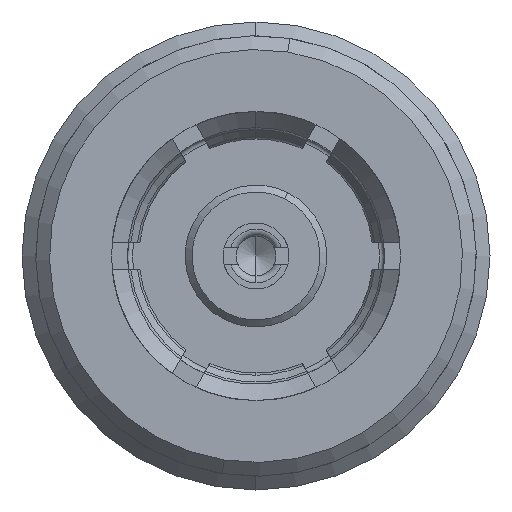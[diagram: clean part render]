
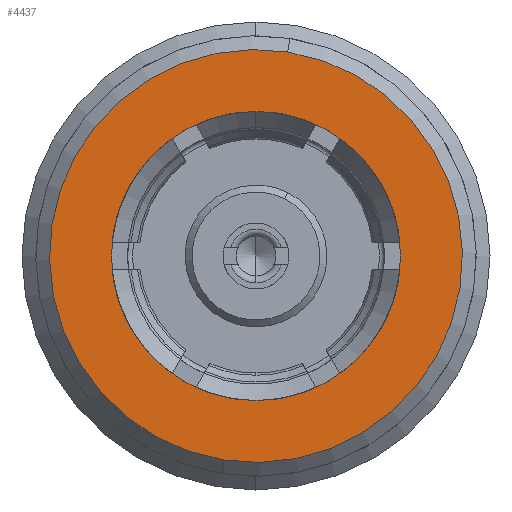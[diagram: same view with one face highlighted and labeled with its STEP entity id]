
A CAD part, left-side view. The second image highlights one B-rep face of the part: STEP entity #4437.
In plain terms, the highlighted planar face has unit normal (-1, 0, 0).
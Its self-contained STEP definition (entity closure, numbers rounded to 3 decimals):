
#198 = CARTESIAN_POINT ( 'NONE',  ( -2.2, 0.461, -2.964 ) ) ;
#646 = CIRCLE ( 'NONE', #3792, 2.1 ) ;
#670 = CARTESIAN_POINT ( 'NONE',  ( -2.2, 0., -2.1 ) ) ;
#688 = DIRECTION ( 'NONE',  ( -1., 0., 0. ) ) ;
#750 = CARTESIAN_POINT ( 'NONE',  ( -2.2, 2.619, 0.407 ) ) ;
#1100 = CIRCLE ( 'NONE', #6447, 2.1 ) ;
#1323 = DIRECTION ( 'NONE',  ( 0., 0.154, -0.988 ) ) ;
#1478 = EDGE_LOOP ( 'NONE', ( #2066, #1981 ) ) ;
#1530 = AXIS2_PLACEMENT_3D ( 'NONE', #5821, #2242, #6404 ) ;
#1720 = CIRCLE ( 'NONE', #1530, 3. ) ;
#1901 = DIRECTION ( 'NONE',  ( -1., 0., 0. ) ) ;
#1981 = ORIENTED_EDGE ( 'NONE', *, *, #5774, .F. ) ;
#2066 = ORIENTED_EDGE ( 'NONE', *, *, #6383, .F. ) ;
#2083 = ORIENTED_EDGE ( 'NONE', *, *, #6662, .T. ) ;
#2090 = ORIENTED_EDGE ( 'NONE', *, *, #6987, .T. ) ;
#2128 = CARTESIAN_POINT ( 'NONE',  ( -2.2, 0., 0. ) ) ;
#2242 = DIRECTION ( 'NONE',  ( -1., 0., 0. ) ) ;
#2490 = PLANE ( 'NONE',  #3019 ) ;
#2570 = CIRCLE ( 'NONE', #5541, 3. ) ;
#2738 = DIRECTION ( 'NONE',  ( 0., 0., 1. ) ) ;
#2851 = VERTEX_POINT ( 'NONE', #670 ) ;
#3019 = AXIS2_PLACEMENT_3D ( 'NONE', #750, #4923, #1323 ) ;
#3792 = AXIS2_PLACEMENT_3D ( 'NONE', #2128, #6271, #2738 ) ;
#4279 = CARTESIAN_POINT ( 'NONE',  ( -2.2, 0., 0. ) ) ;
#4437 = ADVANCED_FACE ( 'NONE', ( #6883, #5359 ), #2490, .F. ) ;
#4867 = DIRECTION ( 'NONE',  ( 0., 0.154, -0.988 ) ) ;
#4923 = DIRECTION ( 'NONE',  ( 1., 0., 0. ) ) ;
#4956 = VERTEX_POINT ( 'NONE', #198 ) ;
#4983 = CARTESIAN_POINT ( 'NONE',  ( -2.2, 0., 2.1 ) ) ;
#5359 = FACE_BOUND ( 'NONE', #1478, .T. ) ;
#5495 = CARTESIAN_POINT ( 'NONE',  ( -2.2, 0., 0. ) ) ;
#5541 = AXIS2_PLACEMENT_3D ( 'NONE', #4279, #688, #4867 ) ;
#5746 = VERTEX_POINT ( 'NONE', #7305 ) ;
#5774 = EDGE_CURVE ( 'NONE', #2851, #7174, #646, .T. ) ;
#5821 = CARTESIAN_POINT ( 'NONE',  ( -2.2, 0., 0. ) ) ;
#6067 = DIRECTION ( 'NONE',  ( 0., 0., 1. ) ) ;
#6271 = DIRECTION ( 'NONE',  ( -1., 0., 0. ) ) ;
#6383 = EDGE_CURVE ( 'NONE', #7174, #2851, #1100, .T. ) ;
#6404 = DIRECTION ( 'NONE',  ( 0., 0.154, -0.988 ) ) ;
#6441 = EDGE_LOOP ( 'NONE', ( #2090, #2083 ) ) ;
#6447 = AXIS2_PLACEMENT_3D ( 'NONE', #5495, #1901, #6067 ) ;
#6662 = EDGE_CURVE ( 'NONE', #5746, #4956, #1720, .T. ) ;
#6883 = FACE_OUTER_BOUND ( 'NONE', #6441, .T. ) ;
#6987 = EDGE_CURVE ( 'NONE', #4956, #5746, #2570, .T. ) ;
#7174 = VERTEX_POINT ( 'NONE', #4983 ) ;
#7305 = CARTESIAN_POINT ( 'NONE',  ( -2.2, -0.461, 2.964 ) ) ;
